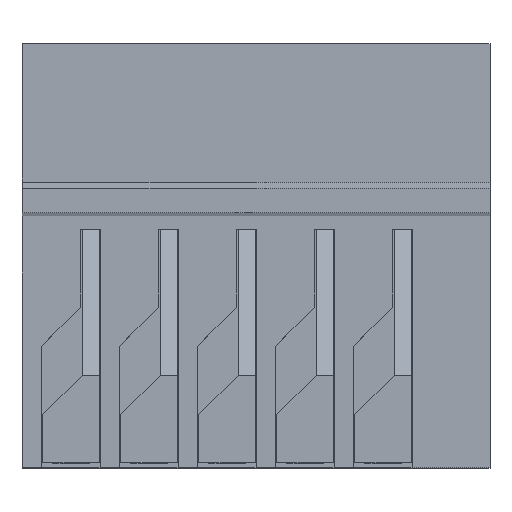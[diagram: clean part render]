
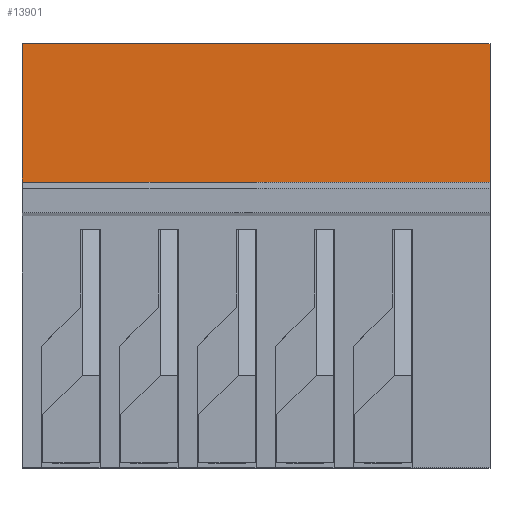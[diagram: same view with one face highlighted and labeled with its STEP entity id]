
A CAD part, top view. The second image highlights one B-rep face of the part: STEP entity #13901.
In plain terms, the highlighted planar face has unit normal (0, 0, 1).
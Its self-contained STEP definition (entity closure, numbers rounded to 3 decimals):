
#10911 = PLANE('',#10912);
#10912 = AXIS2_PLACEMENT_3D('',#10913,#10914,#10915);
#10913 = CARTESIAN_POINT('',(0.,-1.382,
    5.472));
#10914 = DIRECTION('',(1.,0.,0.));
#10915 = DIRECTION('',(0.,0.,1.));
#10967 = PLANE('',#10968);
#10968 = AXIS2_PLACEMENT_3D('',#10969,#10970,#10971);
#10969 = CARTESIAN_POINT('',(15.24,-1.382,5.472));
#10970 = DIRECTION('',(1.,0.,0.));
#10971 = DIRECTION('',(0.,0.,1.));
#11722 = VERTEX_POINT('',#11723);
#11723 = CARTESIAN_POINT('',(0.,5.4,11.));
#11737 = PLANE('',#11738);
#11738 = AXIS2_PLACEMENT_3D('',#11739,#11740,#11741);
#11739 = CARTESIAN_POINT('',(0.,5.4,0.
    ));
#11740 = DIRECTION('',(0.,-1.,0.));
#11741 = DIRECTION('',(0.,0.,1.));
#11749 = EDGE_CURVE('',#11722,#11750,#11752,.T.);
#11750 = VERTEX_POINT('',#11751);
#11751 = CARTESIAN_POINT('',(0.,0.9,11.));
#11752 = SURFACE_CURVE('',#11753,(#11757,#11764),.PCURVE_S1.);
#11753 = LINE('',#11754,#11755);
#11754 = CARTESIAN_POINT('',(0.,5.4,11.));
#11755 = VECTOR('',#11756,1.);
#11756 = DIRECTION('',(0.,-1.,0.));
#11757 = PCURVE('',#10911,#11758);
#11758 = DEFINITIONAL_REPRESENTATION('',(#11759),#11763);
#11759 = LINE('',#11760,#11761);
#11760 = CARTESIAN_POINT('',(5.528,-6.782));
#11761 = VECTOR('',#11762,1.);
#11762 = DIRECTION('',(0.,1.));
#11763 = ( GEOMETRIC_REPRESENTATION_CONTEXT(2) 
PARAMETRIC_REPRESENTATION_CONTEXT() REPRESENTATION_CONTEXT('2D SPACE',''
  ) );
#11764 = PCURVE('',#11765,#11770);
#11765 = PLANE('',#11766);
#11766 = AXIS2_PLACEMENT_3D('',#11767,#11768,#11769);
#11767 = CARTESIAN_POINT('',(0.,5.4,11.));
#11768 = DIRECTION('',(0.,0.,-1.));
#11769 = DIRECTION('',(0.,-1.,0.));
#11770 = DEFINITIONAL_REPRESENTATION('',(#11771),#11775);
#11771 = LINE('',#11772,#11773);
#11772 = CARTESIAN_POINT('',(0.,0.));
#11773 = VECTOR('',#11774,1.);
#11774 = DIRECTION('',(1.,0.));
#11775 = ( GEOMETRIC_REPRESENTATION_CONTEXT(2) 
PARAMETRIC_REPRESENTATION_CONTEXT() REPRESENTATION_CONTEXT('2D SPACE',''
  ) );
#11793 = PLANE('',#11794);
#11794 = AXIS2_PLACEMENT_3D('',#11795,#11796,#11797);
#11795 = CARTESIAN_POINT('',(0.,0.9,11.));
#11796 = DIRECTION('',(0.,-0.894,-0.447));
#11797 = DIRECTION('',(0.,-0.447,0.894));
#13459 = VERTEX_POINT('',#13460);
#13460 = CARTESIAN_POINT('',(15.24,5.4,11.));
#13481 = EDGE_CURVE('',#13459,#13482,#13484,.T.);
#13482 = VERTEX_POINT('',#13483);
#13483 = CARTESIAN_POINT('',(15.24,0.9,11.));
#13484 = SURFACE_CURVE('',#13485,(#13489,#13496),.PCURVE_S1.);
#13485 = LINE('',#13486,#13487);
#13486 = CARTESIAN_POINT('',(15.24,5.4,11.));
#13487 = VECTOR('',#13488,1.);
#13488 = DIRECTION('',(0.,-1.,0.));
#13489 = PCURVE('',#10967,#13490);
#13490 = DEFINITIONAL_REPRESENTATION('',(#13491),#13495);
#13491 = LINE('',#13492,#13493);
#13492 = CARTESIAN_POINT('',(5.528,-6.782));
#13493 = VECTOR('',#13494,1.);
#13494 = DIRECTION('',(0.,1.));
#13495 = ( GEOMETRIC_REPRESENTATION_CONTEXT(2) 
PARAMETRIC_REPRESENTATION_CONTEXT() REPRESENTATION_CONTEXT('2D SPACE',''
  ) );
#13496 = PCURVE('',#11765,#13497);
#13497 = DEFINITIONAL_REPRESENTATION('',(#13498),#13502);
#13498 = LINE('',#13499,#13500);
#13499 = CARTESIAN_POINT('',(0.,-15.24));
#13500 = VECTOR('',#13501,1.);
#13501 = DIRECTION('',(1.,0.));
#13502 = ( GEOMETRIC_REPRESENTATION_CONTEXT(2) 
PARAMETRIC_REPRESENTATION_CONTEXT() REPRESENTATION_CONTEXT('2D SPACE',''
  ) );
#13880 = EDGE_CURVE('',#11722,#13459,#13881,.T.);
#13881 = SURFACE_CURVE('',#13882,(#13886,#13893),.PCURVE_S1.);
#13882 = LINE('',#13883,#13884);
#13883 = CARTESIAN_POINT('',(0.,5.4,11.));
#13884 = VECTOR('',#13885,1.);
#13885 = DIRECTION('',(1.,0.,0.));
#13886 = PCURVE('',#11737,#13887);
#13887 = DEFINITIONAL_REPRESENTATION('',(#13888),#13892);
#13888 = LINE('',#13889,#13890);
#13889 = CARTESIAN_POINT('',(11.,0.));
#13890 = VECTOR('',#13891,1.);
#13891 = DIRECTION('',(0.,-1.));
#13892 = ( GEOMETRIC_REPRESENTATION_CONTEXT(2) 
PARAMETRIC_REPRESENTATION_CONTEXT() REPRESENTATION_CONTEXT('2D SPACE',''
  ) );
#13893 = PCURVE('',#11765,#13894);
#13894 = DEFINITIONAL_REPRESENTATION('',(#13895),#13899);
#13895 = LINE('',#13896,#13897);
#13896 = CARTESIAN_POINT('',(0.,0.));
#13897 = VECTOR('',#13898,1.);
#13898 = DIRECTION('',(0.,-1.));
#13899 = ( GEOMETRIC_REPRESENTATION_CONTEXT(2) 
PARAMETRIC_REPRESENTATION_CONTEXT() REPRESENTATION_CONTEXT('2D SPACE',''
  ) );
#13901 = ADVANCED_FACE('',(#13902),#11765,.F.);
#13902 = FACE_BOUND('',#13903,.F.);
#13903 = EDGE_LOOP('',(#13904,#13905,#13906,#13927));
#13904 = ORIENTED_EDGE('',*,*,#13880,.T.);
#13905 = ORIENTED_EDGE('',*,*,#13481,.T.);
#13906 = ORIENTED_EDGE('',*,*,#13907,.F.);
#13907 = EDGE_CURVE('',#11750,#13482,#13908,.T.);
#13908 = SURFACE_CURVE('',#13909,(#13913,#13920),.PCURVE_S1.);
#13909 = LINE('',#13910,#13911);
#13910 = CARTESIAN_POINT('',(0.,0.9,11.));
#13911 = VECTOR('',#13912,1.);
#13912 = DIRECTION('',(1.,0.,0.));
#13913 = PCURVE('',#11765,#13914);
#13914 = DEFINITIONAL_REPRESENTATION('',(#13915),#13919);
#13915 = LINE('',#13916,#13917);
#13916 = CARTESIAN_POINT('',(4.5,0.));
#13917 = VECTOR('',#13918,1.);
#13918 = DIRECTION('',(0.,-1.));
#13919 = ( GEOMETRIC_REPRESENTATION_CONTEXT(2) 
PARAMETRIC_REPRESENTATION_CONTEXT() REPRESENTATION_CONTEXT('2D SPACE',''
  ) );
#13920 = PCURVE('',#11793,#13921);
#13921 = DEFINITIONAL_REPRESENTATION('',(#13922),#13926);
#13922 = LINE('',#13923,#13924);
#13923 = CARTESIAN_POINT('',(0.,0.));
#13924 = VECTOR('',#13925,1.);
#13925 = DIRECTION('',(0.,-1.));
#13926 = ( GEOMETRIC_REPRESENTATION_CONTEXT(2) 
PARAMETRIC_REPRESENTATION_CONTEXT() REPRESENTATION_CONTEXT('2D SPACE',''
  ) );
#13927 = ORIENTED_EDGE('',*,*,#11749,.F.);
